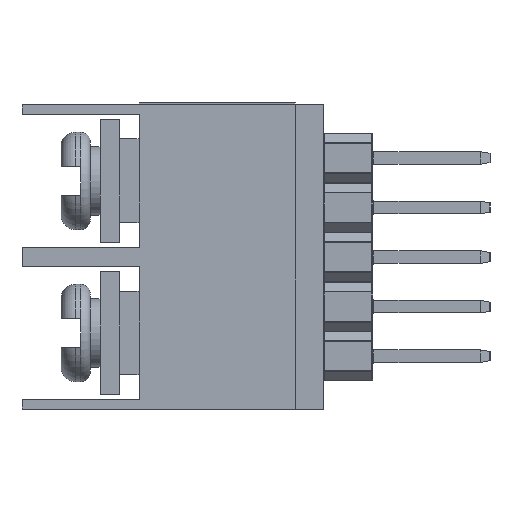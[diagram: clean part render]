
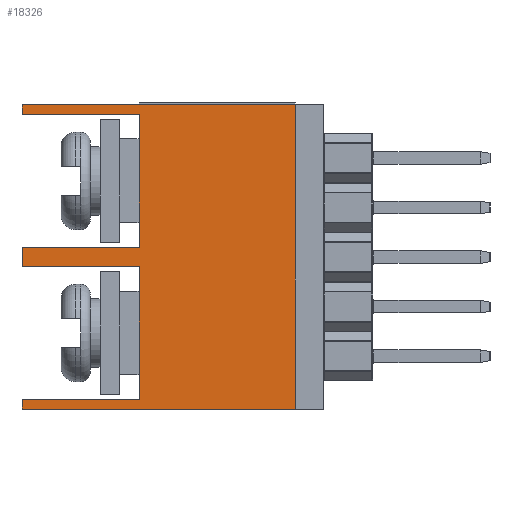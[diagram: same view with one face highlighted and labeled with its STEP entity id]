
A CAD part, left-side view. The second image highlights one B-rep face of the part: STEP entity #18326.
In plain terms, the highlighted planar face has unit normal (-1, 0, 0).
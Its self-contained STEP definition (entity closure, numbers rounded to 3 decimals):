
#277 = VECTOR ( 'NONE', #13073, 1000. ) ;
#302 = VECTOR ( 'NONE', #10455, 1000. ) ;
#422 = CARTESIAN_POINT ( 'NONE',  ( -6., 14., 7.8 ) ) ;
#567 = PLANE ( 'NONE',  #11823 ) ;
#919 = LINE ( 'NONE', #422, #5494 ) ;
#1150 = CARTESIAN_POINT ( 'NONE',  ( -6., 14., 7.8 ) ) ;
#1246 = VECTOR ( 'NONE', #22074, 1000. ) ;
#1271 = EDGE_CURVE ( 'NONE', #18287, #8721, #16776, .T. ) ;
#1338 = EDGE_CURVE ( 'NONE', #8721, #16240, #24301, .T. ) ;
#1799 = CARTESIAN_POINT ( 'NONE',  ( -6., 14., 7.8 ) ) ;
#2405 = CARTESIAN_POINT ( 'NONE',  ( -6., 14., 0.5 ) ) ;
#2423 = CARTESIAN_POINT ( 'NONE',  ( -6., 8., 0.5 ) ) ;
#2500 = ORIENTED_EDGE ( 'NONE', *, *, #1338, .F. ) ;
#3063 = LINE ( 'NONE', #16932, #16738 ) ;
#4282 = CARTESIAN_POINT ( 'NONE',  ( -6., 0., 7.8 ) ) ;
#4346 = VECTOR ( 'NONE', #22569, 1000. ) ;
#4655 = EDGE_CURVE ( 'NONE', #14114, #18151, #23255, .T. ) ;
#4770 = FACE_OUTER_BOUND ( 'NONE', #14269, .T. ) ;
#5158 = CARTESIAN_POINT ( 'NONE',  ( -6., 14., 7.8 ) ) ;
#5320 = VECTOR ( 'NONE', #19726, 1000. ) ;
#5435 = CARTESIAN_POINT ( 'NONE',  ( -6., 8., -7.3 ) ) ;
#5494 = VECTOR ( 'NONE', #6147, 1000. ) ;
#5652 = ORIENTED_EDGE ( 'NONE', *, *, #4655, .T. ) ;
#5828 = CARTESIAN_POINT ( 'NONE',  ( -6., 8., 7.3 ) ) ;
#5944 = ORIENTED_EDGE ( 'NONE', *, *, #1271, .F. ) ;
#5962 = CARTESIAN_POINT ( 'NONE',  ( -6., 8., -0.5 ) ) ;
#6147 = DIRECTION ( 'NONE',  ( 0., -1., 0. ) ) ;
#6296 = ORIENTED_EDGE ( 'NONE', *, *, #24027, .F. ) ;
#6564 = LINE ( 'NONE', #5435, #8387 ) ;
#6594 = DIRECTION ( 'NONE',  ( 0., -1., 0. ) ) ;
#6761 = LINE ( 'NONE', #22068, #21873 ) ;
#6770 = EDGE_CURVE ( 'NONE', #18702, #17602, #10180, .T. ) ;
#8190 = VECTOR ( 'NONE', #12977, 1000. ) ;
#8387 = VECTOR ( 'NONE', #17390, 1000. ) ;
#8445 = CARTESIAN_POINT ( 'NONE',  ( -6., 14., -7.3 ) ) ;
#8721 = VERTEX_POINT ( 'NONE', #16585 ) ;
#9064 = CARTESIAN_POINT ( 'NONE',  ( -6., 14., 7.8 ) ) ;
#9099 = ORIENTED_EDGE ( 'NONE', *, *, #16809, .F. ) ;
#9601 = VERTEX_POINT ( 'NONE', #2423 ) ;
#9674 = EDGE_CURVE ( 'NONE', #15765, #14114, #6761, .T. ) ;
#10180 = LINE ( 'NONE', #5828, #5320 ) ;
#10392 = ORIENTED_EDGE ( 'NONE', *, *, #13175, .F. ) ;
#10455 = DIRECTION ( 'NONE',  ( 0., 0., 1. ) ) ;
#10683 = ORIENTED_EDGE ( 'NONE', *, *, #20809, .T. ) ;
#10978 = ORIENTED_EDGE ( 'NONE', *, *, #19022, .T. ) ;
#11109 = CARTESIAN_POINT ( 'NONE',  ( -6., 0., 7.8 ) ) ;
#11358 = VERTEX_POINT ( 'NONE', #8445 ) ;
#11823 = AXIS2_PLACEMENT_3D ( 'NONE', #16392, #22177, #18333 ) ;
#12330 = CARTESIAN_POINT ( 'NONE',  ( -6., 8., -7.3 ) ) ;
#12931 = ORIENTED_EDGE ( 'NONE', *, *, #23564, .F. ) ;
#12977 = DIRECTION ( 'NONE',  ( 0., 0., 1. ) ) ;
#13000 = VECTOR ( 'NONE', #14325, 1000. ) ;
#13073 = DIRECTION ( 'NONE',  ( 0., 0., 1. ) ) ;
#13084 = ORIENTED_EDGE ( 'NONE', *, *, #23702, .F. ) ;
#13175 = EDGE_CURVE ( 'NONE', #15765, #11358, #19573, .T. ) ;
#13199 = CARTESIAN_POINT ( 'NONE',  ( -6., 14., 7.3 ) ) ;
#13991 = LINE ( 'NONE', #9064, #8190 ) ;
#14114 = VERTEX_POINT ( 'NONE', #22706 ) ;
#14168 = CARTESIAN_POINT ( 'NONE',  ( -6., 8., -0.5 ) ) ;
#14269 = EDGE_LOOP ( 'NONE', ( #9099, #10978, #2500, #5944, #13084, #10683, #10392, #16019, #5652, #12931, #6296, #19789 ) ) ;
#14325 = DIRECTION ( 'NONE',  ( 0., 0., 1. ) ) ;
#14449 = VECTOR ( 'NONE', #20581, 1000. ) ;
#15765 = VERTEX_POINT ( 'NONE', #23179 ) ;
#15946 = CARTESIAN_POINT ( 'NONE',  ( -6., 8., -7.3 ) ) ;
#16019 = ORIENTED_EDGE ( 'NONE', *, *, #9674, .T. ) ;
#16240 = VERTEX_POINT ( 'NONE', #2405 ) ;
#16392 = CARTESIAN_POINT ( 'NONE',  ( -6., 14., 7.8 ) ) ;
#16585 = CARTESIAN_POINT ( 'NONE',  ( -6., 14., -0.5 ) ) ;
#16738 = VECTOR ( 'NONE', #20547, 1000. ) ;
#16776 = LINE ( 'NONE', #14168, #1246 ) ;
#16809 = EDGE_CURVE ( 'NONE', #9601, #18702, #20574, .T. ) ;
#16932 = CARTESIAN_POINT ( 'NONE',  ( -6., 8., 0.5 ) ) ;
#17390 = DIRECTION ( 'NONE',  ( 0., 1., 0. ) ) ;
#17602 = VERTEX_POINT ( 'NONE', #13199 ) ;
#17679 = VERTEX_POINT ( 'NONE', #1799 ) ;
#18151 = VERTEX_POINT ( 'NONE', #11109 ) ;
#18287 = VERTEX_POINT ( 'NONE', #5962 ) ;
#18326 = ADVANCED_FACE ( 'NONE', ( #4770 ), #567, .F. ) ;
#18333 = DIRECTION ( 'NONE',  ( 0., 0., -1. ) ) ;
#18702 = VERTEX_POINT ( 'NONE', #21419 ) ;
#18915 = CARTESIAN_POINT ( 'NONE',  ( -6., 8., 7.3 ) ) ;
#19022 = EDGE_CURVE ( 'NONE', #9601, #16240, #3063, .T. ) ;
#19573 = LINE ( 'NONE', #1150, #14449 ) ;
#19726 = DIRECTION ( 'NONE',  ( 0., 1., 0. ) ) ;
#19789 = ORIENTED_EDGE ( 'NONE', *, *, #6770, .F. ) ;
#20547 = DIRECTION ( 'NONE',  ( 0., 1., 0. ) ) ;
#20574 = LINE ( 'NONE', #18915, #277 ) ;
#20581 = DIRECTION ( 'NONE',  ( 0., 0., 1. ) ) ;
#20809 = EDGE_CURVE ( 'NONE', #23058, #11358, #6564, .T. ) ;
#21419 = CARTESIAN_POINT ( 'NONE',  ( -6., 8., 7.3 ) ) ;
#21873 = VECTOR ( 'NONE', #6594, 1000. ) ;
#22068 = CARTESIAN_POINT ( 'NONE',  ( -6., 14., -7.8 ) ) ;
#22074 = DIRECTION ( 'NONE',  ( 0., 1., 0. ) ) ;
#22177 = DIRECTION ( 'NONE',  ( 1., 0., 0. ) ) ;
#22569 = DIRECTION ( 'NONE',  ( 0., 0., 1. ) ) ;
#22706 = CARTESIAN_POINT ( 'NONE',  ( -6., 0., -7.8 ) ) ;
#23026 = LINE ( 'NONE', #12330, #302 ) ;
#23058 = VERTEX_POINT ( 'NONE', #15946 ) ;
#23179 = CARTESIAN_POINT ( 'NONE',  ( -6., 14., -7.8 ) ) ;
#23255 = LINE ( 'NONE', #4282, #13000 ) ;
#23564 = EDGE_CURVE ( 'NONE', #17679, #18151, #919, .T. ) ;
#23702 = EDGE_CURVE ( 'NONE', #23058, #18287, #23026, .T. ) ;
#24027 = EDGE_CURVE ( 'NONE', #17602, #17679, #13991, .T. ) ;
#24301 = LINE ( 'NONE', #5158, #4346 ) ;
